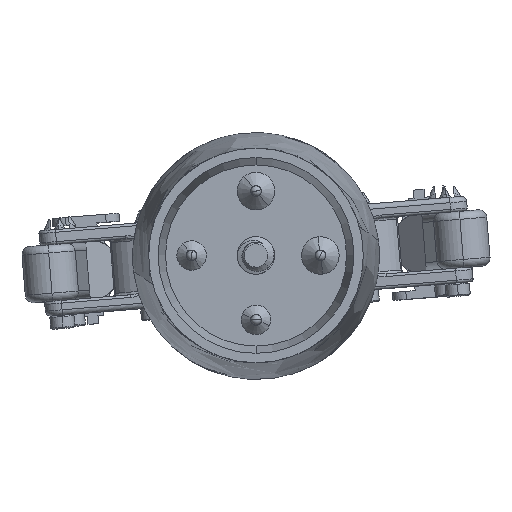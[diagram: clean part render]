
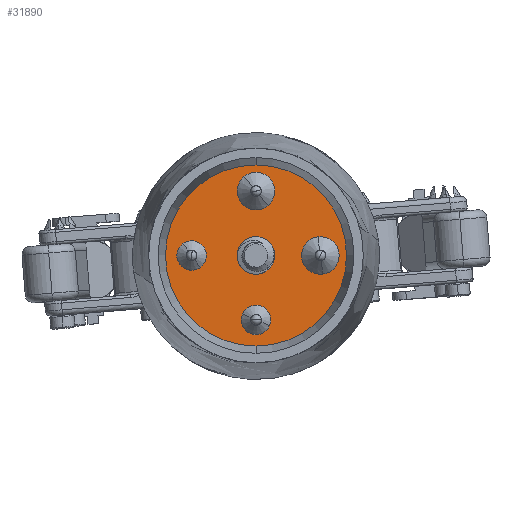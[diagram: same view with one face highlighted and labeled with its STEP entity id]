
A CAD part, top view. The second image highlights one B-rep face of the part: STEP entity #31890.
In plain terms, the highlighted face is planar.
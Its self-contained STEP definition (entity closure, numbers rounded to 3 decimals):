
#194 = FACE_BOUND ( 'NONE', #19622, .T. ) ;
#319 = EDGE_CURVE ( 'NONE', #61065, #72176, #5456, .T. ) ;
#580 = DIRECTION ( 'NONE',  ( 0., 0., 1. ) ) ;
#953 = FACE_BOUND ( 'NONE', #64536, .T. ) ;
#2141 = AXIS2_PLACEMENT_3D ( 'NONE', #52119, #58587, #5713 ) ;
#2314 = EDGE_CURVE ( 'NONE', #18236, #59347, #9118, .T. ) ;
#3936 = DIRECTION ( 'NONE',  ( 0., 0., 1. ) ) ;
#3965 = ORIENTED_EDGE ( 'NONE', *, *, #31436, .T. ) ;
#4986 = DIRECTION ( 'NONE',  ( 0., 0., 1. ) ) ;
#4993 = DIRECTION ( 'NONE',  ( 0., 0., 1. ) ) ;
#5456 = CIRCLE ( 'NONE', #74001, 5. ) ;
#5713 = DIRECTION ( 'NONE',  ( 0., 0., 1. ) ) ;
#5720 = CARTESIAN_POINT ( 'NONE',  ( 24., 9., 5. ) ) ;
#6152 = EDGE_CURVE ( 'NONE', #44717, #41150, #9681, .T. ) ;
#6185 = CIRCLE ( 'NONE', #11042, 5. ) ;
#6709 = CARTESIAN_POINT ( 'NONE',  ( 0., 9., 0. ) ) ;
#8004 = EDGE_CURVE ( 'NONE', #49789, #74851, #6185, .T. ) ;
#8020 = EDGE_CURVE ( 'NONE', #58195, #49281, #73452, .T. ) ;
#9118 = CIRCLE ( 'NONE', #51984, 5. ) ;
#9299 = CARTESIAN_POINT ( 'NONE',  ( 0., 9., 0. ) ) ;
#9537 = ORIENTED_EDGE ( 'NONE', *, *, #56156, .T. ) ;
#9681 = CIRCLE ( 'NONE', #73297, 5. ) ;
#9887 = ORIENTED_EDGE ( 'NONE', *, *, #2314, .T. ) ;
#10156 = CARTESIAN_POINT ( 'NONE',  ( 0., 9., -19. ) ) ;
#10161 = CIRCLE ( 'NONE', #57881, 33.757 ) ;
#11042 = AXIS2_PLACEMENT_3D ( 'NONE', #73519, #14141, #26761 ) ;
#11466 = CARTESIAN_POINT ( 'NONE',  ( 0., 9., 0. ) ) ;
#11856 = DIRECTION ( 'NONE',  ( 0., 1., 0. ) ) ;
#13152 = CARTESIAN_POINT ( 'NONE',  ( 0., 9., 0. ) ) ;
#14141 = DIRECTION ( 'NONE',  ( 0., -1., 0. ) ) ;
#15457 = DIRECTION ( 'NONE',  ( 0., -1., 0. ) ) ;
#16012 = DIRECTION ( 'NONE',  ( 0., -1., 0. ) ) ;
#17256 = CARTESIAN_POINT ( 'NONE',  ( 0., 9., 24. ) ) ;
#18036 = DIRECTION ( 'NONE',  ( 0., -1., 0. ) ) ;
#18205 = PLANE ( 'NONE',  #18493 ) ;
#18236 = VERTEX_POINT ( 'NONE', #72753 ) ;
#18420 = ORIENTED_EDGE ( 'NONE', *, *, #65547, .T. ) ;
#18445 = AXIS2_PLACEMENT_3D ( 'NONE', #72769, #44792, #20274 ) ;
#18493 = AXIS2_PLACEMENT_3D ( 'NONE', #6709, #70684, #580 ) ;
#18592 = FACE_BOUND ( 'NONE', #31048, .T. ) ;
#18598 = ORIENTED_EDGE ( 'NONE', *, *, #19992, .F. ) ;
#19251 = EDGE_LOOP ( 'NONE', ( #18598, #30113 ) ) ;
#19622 = EDGE_LOOP ( 'NONE', ( #59513, #18420 ) ) ;
#19992 = EDGE_CURVE ( 'NONE', #72176, #61065, #61467, .T. ) ;
#20274 = DIRECTION ( 'NONE',  ( 0., 0., 1. ) ) ;
#20568 = CARTESIAN_POINT ( 'NONE',  ( 0., 9., 5. ) ) ;
#20995 = VERTEX_POINT ( 'NONE', #10156 ) ;
#21545 = DIRECTION ( 'NONE',  ( 0., 0., 1. ) ) ;
#21695 = CARTESIAN_POINT ( 'NONE',  ( -24., 9., -5. ) ) ;
#22871 = CARTESIAN_POINT ( 'NONE',  ( 24., 9., 0. ) ) ;
#23587 = CIRCLE ( 'NONE', #73811, 5. ) ;
#24332 = CIRCLE ( 'NONE', #61024, 5. ) ;
#24395 = CARTESIAN_POINT ( 'NONE',  ( 0., 9., 33.757 ) ) ;
#26761 = DIRECTION ( 'NONE',  ( 0., 0., 1. ) ) ;
#28613 = DIRECTION ( 'NONE',  ( 0., 0., 1. ) ) ;
#28988 = CARTESIAN_POINT ( 'NONE',  ( 0., 9., -24. ) ) ;
#29052 = CIRCLE ( 'NONE', #2141, 5. ) ;
#30113 = ORIENTED_EDGE ( 'NONE', *, *, #319, .F. ) ;
#30882 = AXIS2_PLACEMENT_3D ( 'NONE', #13152, #31161, #65281 ) ;
#30922 = CARTESIAN_POINT ( 'NONE',  ( 0., 9., 29. ) ) ;
#31048 = EDGE_LOOP ( 'NONE', ( #3965, #9887 ) ) ;
#31161 = DIRECTION ( 'NONE',  ( 0., 1., 0. ) ) ;
#31436 = EDGE_CURVE ( 'NONE', #59347, #18236, #66177, .T. ) ;
#31890 = ADVANCED_FACE ( 'NONE', ( #56963, #63050, #194, #53120, #18592, #953 ), #18205, .T. ) ;
#32204 = CIRCLE ( 'NONE', #75042, 5. ) ;
#33060 = CARTESIAN_POINT ( 'NONE',  ( 24., 9., 0. ) ) ;
#33166 = EDGE_LOOP ( 'NONE', ( #55498, #39186 ) ) ;
#35541 = AXIS2_PLACEMENT_3D ( 'NONE', #17256, #18036, #64012 ) ;
#39186 = ORIENTED_EDGE ( 'NONE', *, *, #57347, .T. ) ;
#39945 = ORIENTED_EDGE ( 'NONE', *, *, #50473, .T. ) ;
#40465 = CARTESIAN_POINT ( 'NONE',  ( 0., 9., -33.757 ) ) ;
#40501 = DIRECTION ( 'NONE',  ( 0., 0., 1. ) ) ;
#41150 = VERTEX_POINT ( 'NONE', #62138 ) ;
#44717 = VERTEX_POINT ( 'NONE', #5720 ) ;
#44792 = DIRECTION ( 'NONE',  ( 0., 1., 0. ) ) ;
#46033 = EDGE_LOOP ( 'NONE', ( #9537, #50170 ) ) ;
#49281 = VERTEX_POINT ( 'NONE', #24395 ) ;
#49789 = VERTEX_POINT ( 'NONE', #53481 ) ;
#50170 = ORIENTED_EDGE ( 'NONE', *, *, #8020, .T. ) ;
#50473 = EDGE_CURVE ( 'NONE', #74851, #49789, #29052, .T. ) ;
#50711 = DIRECTION ( 'NONE',  ( 0., 1., 0. ) ) ;
#50906 = DIRECTION ( 'NONE',  ( 0., -1., 0. ) ) ;
#51984 = AXIS2_PLACEMENT_3D ( 'NONE', #62153, #57187, #3936 ) ;
#52119 = CARTESIAN_POINT ( 'NONE',  ( -24., 9., 0. ) ) ;
#53120 = FACE_BOUND ( 'NONE', #33166, .T. ) ;
#53481 = CARTESIAN_POINT ( 'NONE',  ( -24., 9., 5. ) ) ;
#54251 = ORIENTED_EDGE ( 'NONE', *, *, #8004, .T. ) ;
#55498 = ORIENTED_EDGE ( 'NONE', *, *, #6152, .T. ) ;
#56156 = EDGE_CURVE ( 'NONE', #49281, #58195, #10161, .T. ) ;
#56963 = FACE_OUTER_BOUND ( 'NONE', #46033, .T. ) ;
#57187 = DIRECTION ( 'NONE',  ( 0., -1., 0. ) ) ;
#57347 = EDGE_CURVE ( 'NONE', #41150, #44717, #32204, .T. ) ;
#57881 = AXIS2_PLACEMENT_3D ( 'NONE', #9299, #50711, #21545 ) ;
#58195 = VERTEX_POINT ( 'NONE', #40465 ) ;
#58587 = DIRECTION ( 'NONE',  ( 0., -1., 0. ) ) ;
#59347 = VERTEX_POINT ( 'NONE', #30922 ) ;
#59513 = ORIENTED_EDGE ( 'NONE', *, *, #75511, .T. ) ;
#61024 = AXIS2_PLACEMENT_3D ( 'NONE', #28988, #50906, #28613 ) ;
#61065 = VERTEX_POINT ( 'NONE', #20568 ) ;
#61467 = CIRCLE ( 'NONE', #30882, 5. ) ;
#62138 = CARTESIAN_POINT ( 'NONE',  ( 24., 9., -5. ) ) ;
#62153 = CARTESIAN_POINT ( 'NONE',  ( 0., 9., 24. ) ) ;
#63050 = FACE_BOUND ( 'NONE', #19251, .T. ) ;
#64012 = DIRECTION ( 'NONE',  ( 0., 0., 1. ) ) ;
#64536 = EDGE_LOOP ( 'NONE', ( #54251, #39945 ) ) ;
#65281 = DIRECTION ( 'NONE',  ( 0., 0., 1. ) ) ;
#65547 = EDGE_CURVE ( 'NONE', #72824, #20995, #24332, .T. ) ;
#65634 = CARTESIAN_POINT ( 'NONE',  ( 0., 9., -24. ) ) ;
#66177 = CIRCLE ( 'NONE', #35541, 5. ) ;
#67178 = DIRECTION ( 'NONE',  ( 0., 0., 1. ) ) ;
#70300 = CARTESIAN_POINT ( 'NONE',  ( 0., 9., -29. ) ) ;
#70684 = DIRECTION ( 'NONE',  ( 0., 1., 0. ) ) ;
#72176 = VERTEX_POINT ( 'NONE', #75650 ) ;
#72753 = CARTESIAN_POINT ( 'NONE',  ( 0., 9., 19. ) ) ;
#72769 = CARTESIAN_POINT ( 'NONE',  ( 0., 9., 0. ) ) ;
#72824 = VERTEX_POINT ( 'NONE', #70300 ) ;
#73297 = AXIS2_PLACEMENT_3D ( 'NONE', #22871, #16012, #40501 ) ;
#73452 = CIRCLE ( 'NONE', #18445, 33.757 ) ;
#73519 = CARTESIAN_POINT ( 'NONE',  ( -24., 9., 0. ) ) ;
#73811 = AXIS2_PLACEMENT_3D ( 'NONE', #65634, #74727, #4993 ) ;
#74001 = AXIS2_PLACEMENT_3D ( 'NONE', #11466, #11856, #4986 ) ;
#74727 = DIRECTION ( 'NONE',  ( 0., -1., 0. ) ) ;
#74851 = VERTEX_POINT ( 'NONE', #21695 ) ;
#75042 = AXIS2_PLACEMENT_3D ( 'NONE', #33060, #15457, #67178 ) ;
#75511 = EDGE_CURVE ( 'NONE', #20995, #72824, #23587, .T. ) ;
#75650 = CARTESIAN_POINT ( 'NONE',  ( 0., 9., -5. ) ) ;
